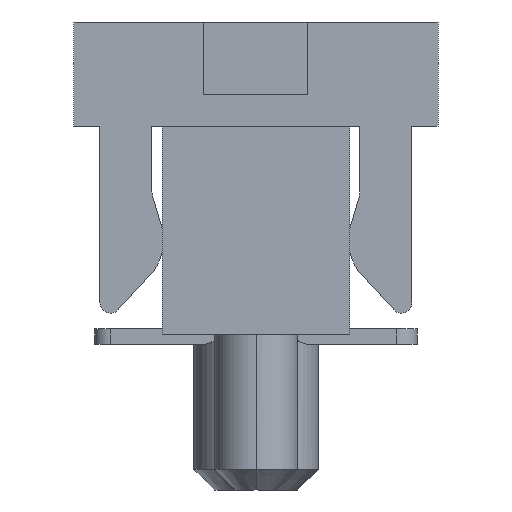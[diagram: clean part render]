
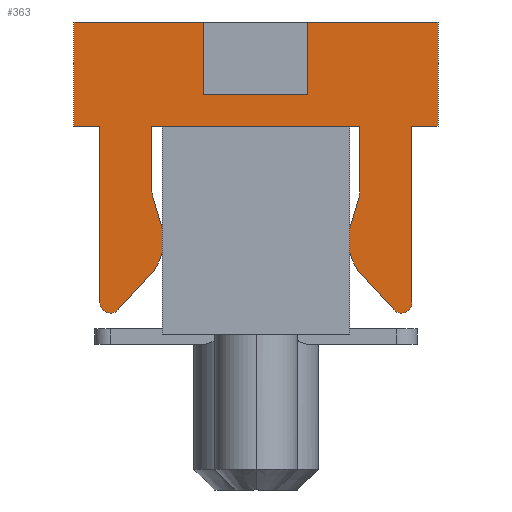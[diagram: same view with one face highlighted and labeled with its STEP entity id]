
A CAD part, left-side view. The second image highlights one B-rep face of the part: STEP entity #363.
In plain terms, the highlighted planar face has unit normal (-1, 0, 0).
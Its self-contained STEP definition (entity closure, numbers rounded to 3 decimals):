
#92=CARTESIAN_POINT('',(-3.,0.,1.932));
#93=DIRECTION('',(0.,1.,0.));
#94=DIRECTION('',(-1.,0.,0.));
#95=AXIS2_PLACEMENT_3D('',#92,#94,#93);
#96=PLANE('',#95);
#97=CARTESIAN_POINT('',(-3.,-1.,1.369));
#98=VERTEX_POINT('',#97);
#99=CARTESIAN_POINT('',(-3.,-0.994,1.327));
#100=VERTEX_POINT('',#99);
#101=CARTESIAN_POINT('',(-3.,-0.85,1.369));
#102=DIRECTION('',(0.,-1.,0.));
#103=DIRECTION('',(1.,0.,0.));
#104=AXIS2_PLACEMENT_3D('',#101,#103,#102);
#105=CIRCLE('',#104,0.15);
#106=EDGE_CURVE('',#98,#100,#105,.T.);
#107=ORIENTED_EDGE('',*,*,#106,.T.);
#108=CARTESIAN_POINT('',(-3.,-0.91,1.04));
#109=VERTEX_POINT('',#108);
#110=CARTESIAN_POINT('',(-3.,-0.994,1.327));
#111=DIRECTION('',(0.,0.281,-0.96));
#112=VECTOR('',#111,0.298);
#113=LINE('',#110,#112);
#114=EDGE_CURVE('',#100,#109,#113,.T.);
#115=ORIENTED_EDGE('',*,*,#114,.T.);
#116=CARTESIAN_POINT('',(-3.,-0.9,0.999));
#117=VERTEX_POINT('',#116);
#118=CARTESIAN_POINT('',(-3.,-1.39,0.9));
#119=DIRECTION('',(0.,0.96,0.281));
#120=DIRECTION('',(-1.,0.,0.));
#121=AXIS2_PLACEMENT_3D('',#118,#120,#119);
#122=CIRCLE('',#121,0.5);
#123=EDGE_CURVE('',#109,#117,#122,.T.);
#124=ORIENTED_EDGE('',*,*,#123,.T.);
#125=CARTESIAN_POINT('',(-3.,-0.9,0.801));
#126=VERTEX_POINT('',#125);
#127=CARTESIAN_POINT('',(-3.,-0.9,0.801));
#128=DIRECTION('',(0.,0.,1.));
#129=VECTOR('',#128,0.199);
#130=LINE('',#127,#129);
#131=EDGE_CURVE('',#126,#117,#130,.T.);
#132=ORIENTED_EDGE('',*,*,#131,.F.);
#133=CARTESIAN_POINT('',(-3.,-1.023,0.561));
#134=VERTEX_POINT('',#133);
#135=CARTESIAN_POINT('',(-3.,-1.39,0.9));
#136=DIRECTION('',(0.,0.98,-0.199));
#137=DIRECTION('',(-1.,0.,0.));
#138=AXIS2_PLACEMENT_3D('',#135,#137,#136);
#139=CIRCLE('',#138,0.5);
#140=EDGE_CURVE('',#126,#134,#139,.T.);
#141=ORIENTED_EDGE('',*,*,#140,.T.);
#142=CARTESIAN_POINT('',(-3.,-1.327,0.232));
#143=VERTEX_POINT('',#142);
#144=CARTESIAN_POINT('',(-3.,-1.023,0.561));
#145=DIRECTION('',(0.,-0.679,-0.734));
#146=VECTOR('',#145,0.447);
#147=LINE('',#144,#146);
#148=EDGE_CURVE('',#134,#143,#147,.T.);
#149=ORIENTED_EDGE('',*,*,#148,.T.);
#150=CARTESIAN_POINT('',(-3.,-1.5,0.3));
#151=VERTEX_POINT('',#150);
#152=CARTESIAN_POINT('',(-3.,-1.4,0.3));
#153=DIRECTION('',(0.,0.734,-0.679));
#154=DIRECTION('',(-1.,-0.,0.));
#155=AXIS2_PLACEMENT_3D('',#152,#154,#153);
#156=CIRCLE('',#155,0.1);
#157=EDGE_CURVE('',#143,#151,#156,.T.);
#158=ORIENTED_EDGE('',*,*,#157,.T.);
#159=CARTESIAN_POINT('',(-3.,-1.5,2.));
#160=VERTEX_POINT('',#159);
#161=CARTESIAN_POINT('',(-3.,-1.5,0.3));
#162=DIRECTION('',(0.,0.,1.));
#163=VECTOR('',#162,1.7);
#164=LINE('',#161,#163);
#165=EDGE_CURVE('',#151,#160,#164,.T.);
#166=ORIENTED_EDGE('',*,*,#165,.T.);
#167=CARTESIAN_POINT('',(-3.,-1.75,2.));
#168=VERTEX_POINT('',#167);
#169=CARTESIAN_POINT('',(-3.,-1.5,2.));
#170=DIRECTION('',(0.,-1.,0.));
#171=VECTOR('',#170,0.25);
#172=LINE('',#169,#171);
#173=EDGE_CURVE('',#160,#168,#172,.T.);
#174=ORIENTED_EDGE('',*,*,#173,.T.);
#175=CARTESIAN_POINT('',(-3.,-1.75,3.));
#176=VERTEX_POINT('',#175);
#177=CARTESIAN_POINT('',(-3.,-1.75,2.));
#178=DIRECTION('',(0.,0.,1.));
#179=VECTOR('',#178,1.);
#180=LINE('',#177,#179);
#181=EDGE_CURVE('',#168,#176,#180,.T.);
#182=ORIENTED_EDGE('',*,*,#181,.T.);
#183=CARTESIAN_POINT('',(-3.,-0.5,3.));
#184=VERTEX_POINT('',#183);
#185=CARTESIAN_POINT('',(-3.,-1.75,3.));
#186=DIRECTION('',(0.,1.,0.));
#187=VECTOR('',#186,1.25);
#188=LINE('',#185,#187);
#189=EDGE_CURVE('',#176,#184,#188,.T.);
#190=ORIENTED_EDGE('',*,*,#189,.T.);
#191=CARTESIAN_POINT('',(-3.,-0.5,2.3));
#192=VERTEX_POINT('',#191);
#193=CARTESIAN_POINT('',(-3.,-0.5,3.));
#194=DIRECTION('',(0.,0.,-1.));
#195=VECTOR('',#194,0.7);
#196=LINE('',#193,#195);
#197=EDGE_CURVE('',#184,#192,#196,.T.);
#198=ORIENTED_EDGE('',*,*,#197,.T.);
#199=CARTESIAN_POINT('',(-3.,0.5,2.3));
#200=VERTEX_POINT('',#199);
#201=CARTESIAN_POINT('',(-3.,-0.5,2.3));
#202=DIRECTION('',(0.,1.,0.));
#203=VECTOR('',#202,1.);
#204=LINE('',#201,#203);
#205=EDGE_CURVE('',#192,#200,#204,.T.);
#206=ORIENTED_EDGE('',*,*,#205,.T.);
#207=CARTESIAN_POINT('',(-3.,0.5,3.));
#208=VERTEX_POINT('',#207);
#209=CARTESIAN_POINT('',(-3.,0.5,2.3));
#210=DIRECTION('',(0.,0.,1.));
#211=VECTOR('',#210,0.7);
#212=LINE('',#209,#211);
#213=EDGE_CURVE('',#200,#208,#212,.T.);
#214=ORIENTED_EDGE('',*,*,#213,.T.);
#215=CARTESIAN_POINT('',(-3.,1.75,3.));
#216=VERTEX_POINT('',#215);
#217=CARTESIAN_POINT('',(-3.,0.5,3.));
#218=DIRECTION('',(0.,1.,0.));
#219=VECTOR('',#218,1.25);
#220=LINE('',#217,#219);
#221=EDGE_CURVE('',#208,#216,#220,.T.);
#222=ORIENTED_EDGE('',*,*,#221,.T.);
#223=CARTESIAN_POINT('',(-3.,1.75,2.));
#224=VERTEX_POINT('',#223);
#225=CARTESIAN_POINT('',(-3.,1.75,3.));
#226=DIRECTION('',(0.,0.,-1.));
#227=VECTOR('',#226,1.);
#228=LINE('',#225,#227);
#229=EDGE_CURVE('',#216,#224,#228,.T.);
#230=ORIENTED_EDGE('',*,*,#229,.T.);
#231=CARTESIAN_POINT('',(-3.,1.5,2.));
#232=VERTEX_POINT('',#231);
#233=CARTESIAN_POINT('',(-3.,1.75,2.));
#234=DIRECTION('',(0.,-1.,0.));
#235=VECTOR('',#234,0.25);
#236=LINE('',#233,#235);
#237=EDGE_CURVE('',#224,#232,#236,.T.);
#238=ORIENTED_EDGE('',*,*,#237,.T.);
#239=CARTESIAN_POINT('',(-3.,1.5,0.3));
#240=VERTEX_POINT('',#239);
#241=CARTESIAN_POINT('',(-3.,1.5,2.));
#242=DIRECTION('',(0.,0.,-1.));
#243=VECTOR('',#242,1.7);
#244=LINE('',#241,#243);
#245=EDGE_CURVE('',#232,#240,#244,.T.);
#246=ORIENTED_EDGE('',*,*,#245,.T.);
#247=CARTESIAN_POINT('',(-3.,1.327,0.232));
#248=VERTEX_POINT('',#247);
#249=CARTESIAN_POINT('',(-3.,1.4,0.3));
#250=DIRECTION('',(0.,1.,0.));
#251=DIRECTION('',(-1.,0.,0.));
#252=AXIS2_PLACEMENT_3D('',#249,#251,#250);
#253=CIRCLE('',#252,0.1);
#254=EDGE_CURVE('',#240,#248,#253,.T.);
#255=ORIENTED_EDGE('',*,*,#254,.T.);
#256=CARTESIAN_POINT('',(-3.,1.023,0.561));
#257=VERTEX_POINT('',#256);
#258=CARTESIAN_POINT('',(-3.,1.327,0.232));
#259=DIRECTION('',(0.,-0.679,0.734));
#260=VECTOR('',#259,0.447);
#261=LINE('',#258,#260);
#262=EDGE_CURVE('',#248,#257,#261,.T.);
#263=ORIENTED_EDGE('',*,*,#262,.T.);
#264=CARTESIAN_POINT('',(-3.,0.9,0.801));
#265=VERTEX_POINT('',#264);
#266=CARTESIAN_POINT('',(-3.,1.39,0.9));
#267=DIRECTION('',(0.,-0.734,-0.679));
#268=DIRECTION('',(-1.,0.,0.));
#269=AXIS2_PLACEMENT_3D('',#266,#268,#267);
#270=CIRCLE('',#269,0.5);
#271=EDGE_CURVE('',#257,#265,#270,.T.);
#272=ORIENTED_EDGE('',*,*,#271,.T.);
#273=CARTESIAN_POINT('',(-3.,0.9,0.999));
#274=VERTEX_POINT('',#273);
#275=CARTESIAN_POINT('',(-3.,0.9,0.999));
#276=DIRECTION('',(0.,0.,-1.));
#277=VECTOR('',#276,0.199);
#278=LINE('',#275,#277);
#279=EDGE_CURVE('',#274,#265,#278,.T.);
#280=ORIENTED_EDGE('',*,*,#279,.F.);
#281=CARTESIAN_POINT('',(-3.,0.91,1.04));
#282=VERTEX_POINT('',#281);
#283=CARTESIAN_POINT('',(-3.,1.39,0.9));
#284=DIRECTION('',(0.,-0.98,0.199));
#285=DIRECTION('',(-1.,0.,0.));
#286=AXIS2_PLACEMENT_3D('',#283,#285,#284);
#287=CIRCLE('',#286,0.5);
#288=EDGE_CURVE('',#274,#282,#287,.T.);
#289=ORIENTED_EDGE('',*,*,#288,.T.);
#290=CARTESIAN_POINT('',(-3.,0.994,1.327));
#291=VERTEX_POINT('',#290);
#292=CARTESIAN_POINT('',(-3.,0.91,1.04));
#293=DIRECTION('',(0.,0.281,0.96));
#294=VECTOR('',#293,0.298);
#295=LINE('',#292,#294);
#296=EDGE_CURVE('',#282,#291,#295,.T.);
#297=ORIENTED_EDGE('',*,*,#296,.T.);
#298=CARTESIAN_POINT('',(-3.,1.,1.369));
#299=VERTEX_POINT('',#298);
#300=CARTESIAN_POINT('',(-3.,0.85,1.369));
#301=DIRECTION('',(0.,0.96,-0.281));
#302=DIRECTION('',(1.,0.,0.));
#303=AXIS2_PLACEMENT_3D('',#300,#302,#301);
#304=CIRCLE('',#303,0.15);
#305=EDGE_CURVE('',#291,#299,#304,.T.);
#306=ORIENTED_EDGE('',*,*,#305,.T.);
#307=CARTESIAN_POINT('',(-3.,1.,2.));
#308=VERTEX_POINT('',#307);
#309=CARTESIAN_POINT('',(-3.,1.,1.369));
#310=DIRECTION('',(0.,0.,1.));
#311=VECTOR('',#310,0.631);
#312=LINE('',#309,#311);
#313=EDGE_CURVE('',#299,#308,#312,.T.);
#314=ORIENTED_EDGE('',*,*,#313,.T.);
#315=CARTESIAN_POINT('',(-3.,0.9,2.));
#316=VERTEX_POINT('',#315);
#317=CARTESIAN_POINT('',(-3.,1.,2.));
#318=DIRECTION('',(0.,-1.,0.));
#319=VECTOR('',#318,0.1);
#320=LINE('',#317,#319);
#321=EDGE_CURVE('',#308,#316,#320,.T.);
#322=ORIENTED_EDGE('',*,*,#321,.T.);
#323=CARTESIAN_POINT('',(-3.,0.43,2.));
#324=VERTEX_POINT('',#323);
#325=CARTESIAN_POINT('',(-3.,0.9,2.));
#326=DIRECTION('',(0.,-1.,0.));
#327=VECTOR('',#326,0.47);
#328=LINE('',#325,#327);
#329=EDGE_CURVE('',#316,#324,#328,.T.);
#330=ORIENTED_EDGE('',*,*,#329,.T.);
#331=CARTESIAN_POINT('',(-3.,-0.43,2.));
#332=VERTEX_POINT('',#331);
#333=CARTESIAN_POINT('',(-3.,0.43,2.));
#334=DIRECTION('',(0.,-1.,0.));
#335=VECTOR('',#334,0.86);
#336=LINE('',#333,#335);
#337=EDGE_CURVE('',#324,#332,#336,.T.);
#338=ORIENTED_EDGE('',*,*,#337,.T.);
#339=CARTESIAN_POINT('',(-3.,-0.9,2.));
#340=VERTEX_POINT('',#339);
#341=CARTESIAN_POINT('',(-3.,-0.43,2.));
#342=DIRECTION('',(0.,-1.,0.));
#343=VECTOR('',#342,0.47);
#344=LINE('',#341,#343);
#345=EDGE_CURVE('',#332,#340,#344,.T.);
#346=ORIENTED_EDGE('',*,*,#345,.T.);
#347=CARTESIAN_POINT('',(-3.,-1.,2.));
#348=VERTEX_POINT('',#347);
#349=CARTESIAN_POINT('',(-3.,-0.9,2.));
#350=DIRECTION('',(0.,-1.,0.));
#351=VECTOR('',#350,0.1);
#352=LINE('',#349,#351);
#353=EDGE_CURVE('',#340,#348,#352,.T.);
#354=ORIENTED_EDGE('',*,*,#353,.T.);
#355=CARTESIAN_POINT('',(-3.,-1.,2.));
#356=DIRECTION('',(0.,0.,-1.));
#357=VECTOR('',#356,0.631);
#358=LINE('',#355,#357);
#359=EDGE_CURVE('',#348,#98,#358,.T.);
#360=ORIENTED_EDGE('',*,*,#359,.T.);
#361=EDGE_LOOP('',(#107,#115,#124,#132,#141,#149,#158,#166,#174,#182,#190,#198,#206,#214,#222,#230,#238,#246,#255,#263,#272,#280,#289,#297,#306,#314,#322,#330,#338,#346,#354,#360));
#362=FACE_OUTER_BOUND('',#361,.T.);
#363=ADVANCED_FACE('',(#362),#96,.T.);
